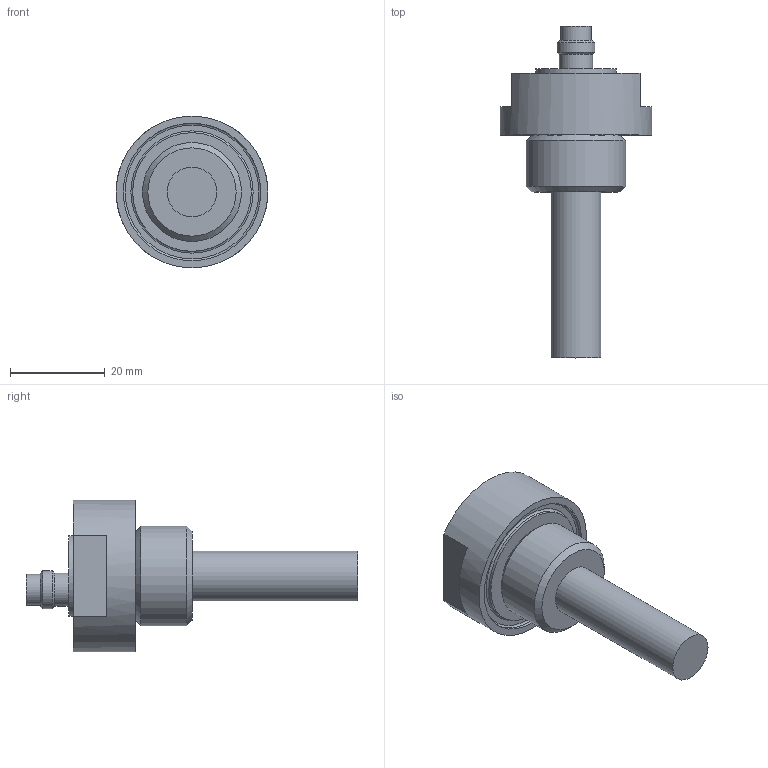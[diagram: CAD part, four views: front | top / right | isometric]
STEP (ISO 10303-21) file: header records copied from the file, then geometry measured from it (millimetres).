
FILE_DESCRIPTION(/* description */ (''),/* implementation_level */ '2;1');
FILE_NAME(/* name */ 'KA0692_Shrinkwrap_1.stp',/* time_stamp */ '2021-10-15T09:10:55+02:00',/* author */ ('Krieger Anja'),/* organization */ (''),/* preprocessor_version */ 'ST-DEVELOPER v18.1',/* originating_system */ 'Autodesk Inventor 2021',/* authorisation */ '');
FILE_SCHEMA (('AUTOMOTIVE_DESIGN { 1 0 10303 214 3 1 1 }'));
Length unit declared in the file: millimetre
Products named in the file (1): KA0692_Shrinkwrap_1
Bounding box: 32 x 70 x 32 mm (x, y, z)
Volume: 17412.4 mm3; surface area: 5452.2 mm2
Topology: 1 solids, 1 shells, 44 faces, 101 edges, 68 vertices
Faces by surface type: plane 19, cylinder 16, cone 4, sphere 3, torus 2
Full cylindrical faces by diameter (mm): 1 x3, 1.8 x1, 2 x1, 5.6 x1, 6.5 x1, 7 x1, 8 x1, 10.5 x1, 17 x1, 20.9 x1, 25 x1, 29 x1, 32 x1
Entity records: 1448 total; most frequent: CARTESIAN_POINT 282, DIRECTION 236, ORIENTED_EDGE 196, AXIS2_PLACEMENT_3D 100, EDGE_CURVE 98, VERTEX_POINT 68, EDGE_LOOP 56, CIRCLE 55
